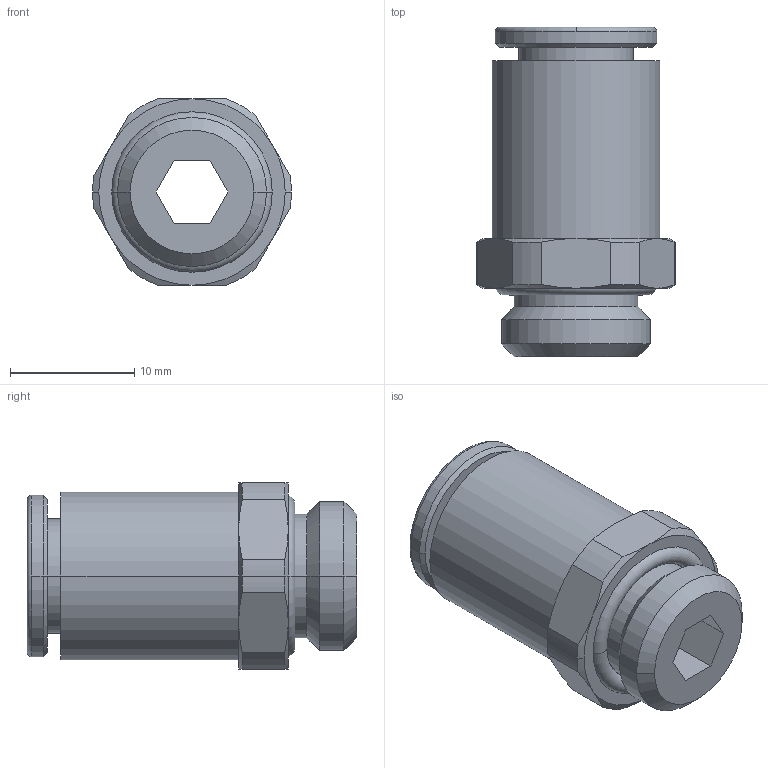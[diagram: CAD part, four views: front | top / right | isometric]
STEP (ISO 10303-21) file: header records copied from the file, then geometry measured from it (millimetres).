
FILE_DESCRIPTION(('STEP AP214'),'1');
FILE_NAME('3101_08_67.stp','2016-07-07T15:00:13',('TraceParts'),('TraceParts S.A.'),'Spatial InterOp 3D',' ',' ');
FILE_SCHEMA(('automotive_design'));
Length unit declared in the file: millimetre
Products named in the file (1): 1
Bounding box: 16 x 26.5 x 15 mm (x, y, z)
Volume: 2527.6 mm3; surface area: 2188.8 mm2
Topology: 1 solids, 1 shells, 66 faces, 153 edges, 95 vertices
Faces by surface type: cone 22, cylinder 20, plane 20, torus 4
Entity records: 1927 total; most frequent: CARTESIAN_POINT 411, DIRECTION 338, ORIENTED_EDGE 306, EDGE_CURVE 153, AXIS2_PLACEMENT_3D 142, VERTEX_POINT 95, CIRCLE 75, EDGE_LOOP 74
